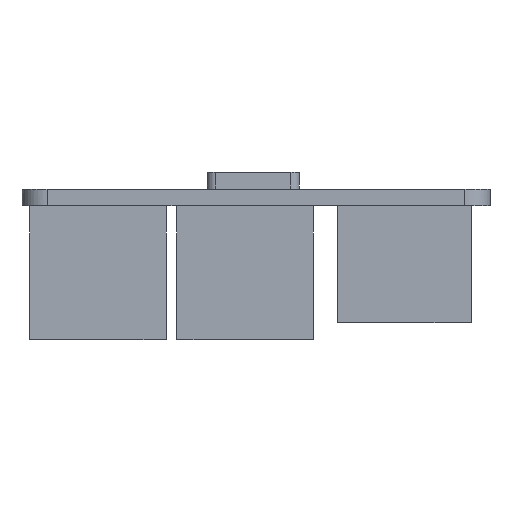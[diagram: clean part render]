
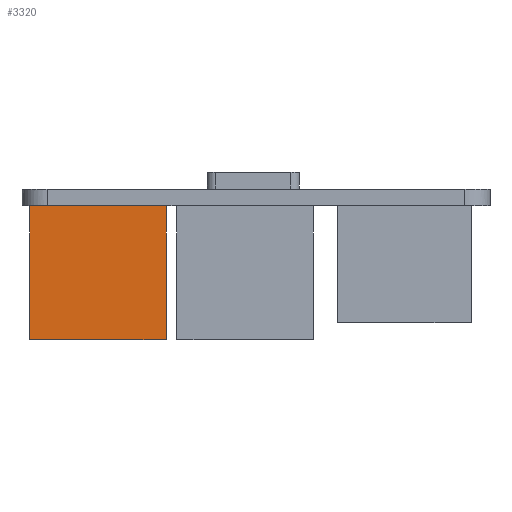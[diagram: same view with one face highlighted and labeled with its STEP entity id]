
A CAD part, front view. The second image highlights one B-rep face of the part: STEP entity #3320.
In plain terms, the highlighted planar face has unit normal (0, -1, 0).
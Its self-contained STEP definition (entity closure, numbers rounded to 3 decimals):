
#211 = PLANE('',#212);
#212 = AXIS2_PLACEMENT_3D('',#213,#214,#215);
#213 = CARTESIAN_POINT('',(14.39,-46.664,0.));
#214 = DIRECTION('',(0.,0.,1.));
#215 = DIRECTION('',(1.,0.,0.));
#1520 = VERTEX_POINT('',#1521);
#1521 = CARTESIAN_POINT('',(-2.59,-54.81,0.));
#1535 = PLANE('',#1536);
#1536 = AXIS2_PLACEMENT_3D('',#1537,#1538,#1539);
#1537 = CARTESIAN_POINT('',(-2.59,-53.81,0.));
#1538 = DIRECTION('',(-1.,-0.,-0.));
#1539 = DIRECTION('',(0.,-1.,0.));
#1547 = EDGE_CURVE('',#1520,#1548,#1550,.T.);
#1548 = VERTEX_POINT('',#1549);
#1549 = CARTESIAN_POINT('',(13.74,-54.81,0.));
#1550 = SURFACE_CURVE('',#1551,(#1555,#1562),.PCURVE_S1.);
#1551 = LINE('',#1552,#1553);
#1552 = CARTESIAN_POINT('',(-2.59,-54.81,0.));
#1553 = VECTOR('',#1554,1.);
#1554 = DIRECTION('',(1.,0.,0.));
#1555 = PCURVE('',#211,#1556);
#1556 = DEFINITIONAL_REPRESENTATION('',(#1557),#1561);
#1557 = LINE('',#1558,#1559);
#1558 = CARTESIAN_POINT('',(-16.98,-8.146));
#1559 = VECTOR('',#1560,1.);
#1560 = DIRECTION('',(1.,0.));
#1561 = ( GEOMETRIC_REPRESENTATION_CONTEXT(2) 
PARAMETRIC_REPRESENTATION_CONTEXT() REPRESENTATION_CONTEXT('2D SPACE',''
  ) );
#1562 = PCURVE('',#1563,#1568);
#1563 = PLANE('',#1564);
#1564 = AXIS2_PLACEMENT_3D('',#1565,#1566,#1567);
#1565 = CARTESIAN_POINT('',(-2.59,-54.81,0.));
#1566 = DIRECTION('',(0.,-1.,0.));
#1567 = DIRECTION('',(1.,0.,0.));
#1568 = DEFINITIONAL_REPRESENTATION('',(#1569),#1573);
#1569 = LINE('',#1570,#1571);
#1570 = CARTESIAN_POINT('',(0.,0.));
#1571 = VECTOR('',#1572,1.);
#1572 = DIRECTION('',(1.,0.));
#1573 = ( GEOMETRIC_REPRESENTATION_CONTEXT(2) 
PARAMETRIC_REPRESENTATION_CONTEXT() REPRESENTATION_CONTEXT('2D SPACE',''
  ) );
#1591 = PLANE('',#1592);
#1592 = AXIS2_PLACEMENT_3D('',#1593,#1594,#1595);
#1593 = CARTESIAN_POINT('',(13.74,-54.81,0.));
#1594 = DIRECTION('',(1.,0.,0.));
#1595 = DIRECTION('',(0.,1.,0.));
#2288 = PLANE('',#2289);
#2289 = AXIS2_PLACEMENT_3D('',#2290,#2291,#2292);
#2290 = CARTESIAN_POINT('',(14.39,-46.664,-16.));
#2291 = DIRECTION('',(0.,0.,1.));
#2292 = DIRECTION('',(1.,0.,0.));
#3275 = EDGE_CURVE('',#1548,#3276,#3278,.T.);
#3276 = VERTEX_POINT('',#3277);
#3277 = CARTESIAN_POINT('',(13.74,-54.81,-16.));
#3278 = SURFACE_CURVE('',#3279,(#3283,#3290),.PCURVE_S1.);
#3279 = LINE('',#3280,#3281);
#3280 = CARTESIAN_POINT('',(13.74,-54.81,0.));
#3281 = VECTOR('',#3282,1.);
#3282 = DIRECTION('',(0.,0.,-1.));
#3283 = PCURVE('',#1591,#3284);
#3284 = DEFINITIONAL_REPRESENTATION('',(#3285),#3289);
#3285 = LINE('',#3286,#3287);
#3286 = CARTESIAN_POINT('',(0.,0.));
#3287 = VECTOR('',#3288,1.);
#3288 = DIRECTION('',(0.,-1.));
#3289 = ( GEOMETRIC_REPRESENTATION_CONTEXT(2) 
PARAMETRIC_REPRESENTATION_CONTEXT() REPRESENTATION_CONTEXT('2D SPACE',''
  ) );
#3290 = PCURVE('',#1563,#3291);
#3291 = DEFINITIONAL_REPRESENTATION('',(#3292),#3296);
#3292 = LINE('',#3293,#3294);
#3293 = CARTESIAN_POINT('',(16.33,0.));
#3294 = VECTOR('',#3295,1.);
#3295 = DIRECTION('',(0.,-1.));
#3296 = ( GEOMETRIC_REPRESENTATION_CONTEXT(2) 
PARAMETRIC_REPRESENTATION_CONTEXT() REPRESENTATION_CONTEXT('2D SPACE',''
  ) );
#3320 = ADVANCED_FACE('',(#3321),#1563,.T.);
#3321 = FACE_BOUND('',#3322,.T.);
#3322 = EDGE_LOOP('',(#3323,#3346,#3367,#3368));
#3323 = ORIENTED_EDGE('',*,*,#3324,.T.);
#3324 = EDGE_CURVE('',#1520,#3325,#3327,.T.);
#3325 = VERTEX_POINT('',#3326);
#3326 = CARTESIAN_POINT('',(-2.59,-54.81,-16.));
#3327 = SURFACE_CURVE('',#3328,(#3332,#3339),.PCURVE_S1.);
#3328 = LINE('',#3329,#3330);
#3329 = CARTESIAN_POINT('',(-2.59,-54.81,0.));
#3330 = VECTOR('',#3331,1.);
#3331 = DIRECTION('',(0.,0.,-1.));
#3332 = PCURVE('',#1563,#3333);
#3333 = DEFINITIONAL_REPRESENTATION('',(#3334),#3338);
#3334 = LINE('',#3335,#3336);
#3335 = CARTESIAN_POINT('',(0.,0.));
#3336 = VECTOR('',#3337,1.);
#3337 = DIRECTION('',(0.,-1.));
#3338 = ( GEOMETRIC_REPRESENTATION_CONTEXT(2) 
PARAMETRIC_REPRESENTATION_CONTEXT() REPRESENTATION_CONTEXT('2D SPACE',''
  ) );
#3339 = PCURVE('',#1535,#3340);
#3340 = DEFINITIONAL_REPRESENTATION('',(#3341),#3345);
#3341 = LINE('',#3342,#3343);
#3342 = CARTESIAN_POINT('',(1.,0.));
#3343 = VECTOR('',#3344,1.);
#3344 = DIRECTION('',(0.,-1.));
#3345 = ( GEOMETRIC_REPRESENTATION_CONTEXT(2) 
PARAMETRIC_REPRESENTATION_CONTEXT() REPRESENTATION_CONTEXT('2D SPACE',''
  ) );
#3346 = ORIENTED_EDGE('',*,*,#3347,.T.);
#3347 = EDGE_CURVE('',#3325,#3276,#3348,.T.);
#3348 = SURFACE_CURVE('',#3349,(#3353,#3360),.PCURVE_S1.);
#3349 = LINE('',#3350,#3351);
#3350 = CARTESIAN_POINT('',(-2.59,-54.81,-16.));
#3351 = VECTOR('',#3352,1.);
#3352 = DIRECTION('',(1.,0.,0.));
#3353 = PCURVE('',#1563,#3354);
#3354 = DEFINITIONAL_REPRESENTATION('',(#3355),#3359);
#3355 = LINE('',#3356,#3357);
#3356 = CARTESIAN_POINT('',(0.,-16.));
#3357 = VECTOR('',#3358,1.);
#3358 = DIRECTION('',(1.,0.));
#3359 = ( GEOMETRIC_REPRESENTATION_CONTEXT(2) 
PARAMETRIC_REPRESENTATION_CONTEXT() REPRESENTATION_CONTEXT('2D SPACE',''
  ) );
#3360 = PCURVE('',#2288,#3361);
#3361 = DEFINITIONAL_REPRESENTATION('',(#3362),#3366);
#3362 = LINE('',#3363,#3364);
#3363 = CARTESIAN_POINT('',(-16.98,-8.146));
#3364 = VECTOR('',#3365,1.);
#3365 = DIRECTION('',(1.,0.));
#3366 = ( GEOMETRIC_REPRESENTATION_CONTEXT(2) 
PARAMETRIC_REPRESENTATION_CONTEXT() REPRESENTATION_CONTEXT('2D SPACE',''
  ) );
#3367 = ORIENTED_EDGE('',*,*,#3275,.F.);
#3368 = ORIENTED_EDGE('',*,*,#1547,.F.);
